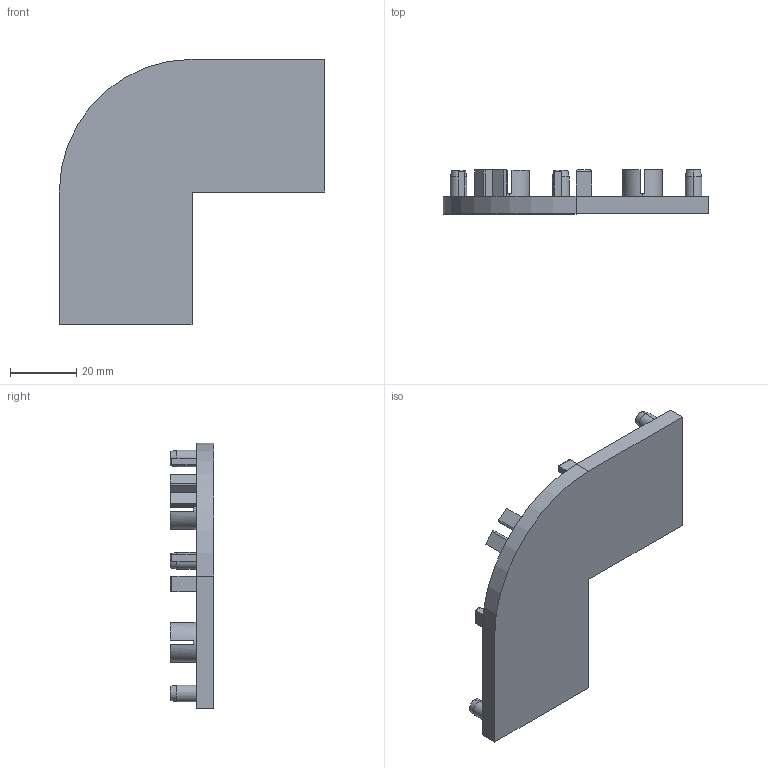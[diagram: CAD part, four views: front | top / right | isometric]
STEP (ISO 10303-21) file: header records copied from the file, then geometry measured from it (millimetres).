
FILE_DESCRIPTION (( 'STEP AP214' ), '1' );
FILE_NAME ('A800 Çàãëóøêà òîðöåâàÿ 80 õ 80.22.R90.STEP', '2025-06-25T07:55:16', ( '' ), ( '' ), 'SwSTEP 2.0', 'SolidWorks 2025', '' );
FILE_SCHEMA (( 'AUTOMOTIVE_DESIGN' ));
Length unit declared in the file: millimetre
Products named in the file (1): A800 Заглушка торцевая 80 х 80.22.R90
Bounding box: 80 x 13.2 x 80 mm (x, y, z)
Volume: 17630.9 mm3; surface area: 14115.1 mm2
Topology: 1 solids, 1 shells, 145 faces, 372 edges, 240 vertices
Faces by surface type: plane 92, cylinder 45, cone 8
Entity records: 4395 total; most frequent: CARTESIAN_POINT 806, DIRECTION 746, ORIENTED_EDGE 744, EDGE_CURVE 372, VECTOR 258, LINE 258, AXIS2_PLACEMENT_3D 244, VERTEX_POINT 240
